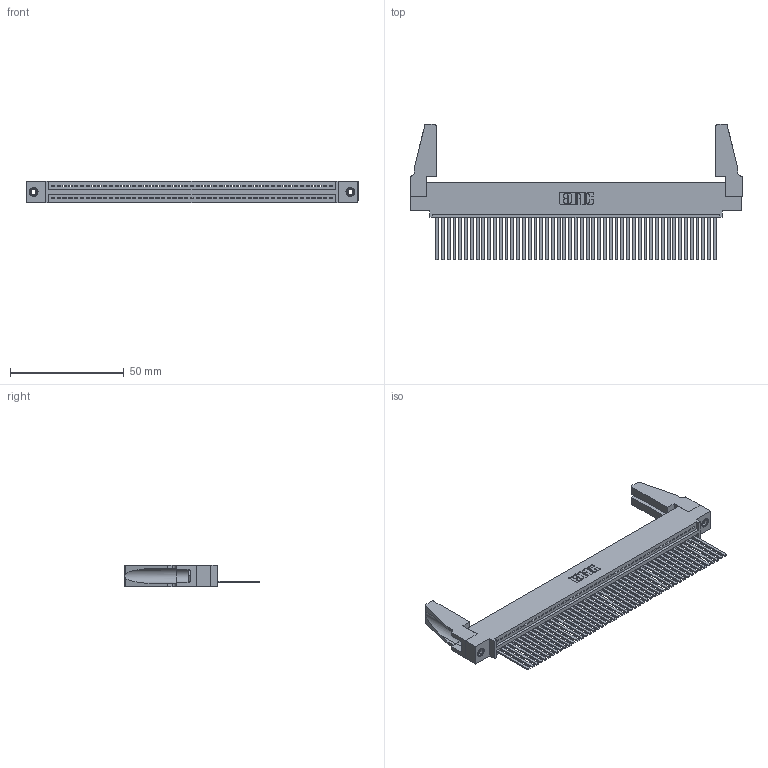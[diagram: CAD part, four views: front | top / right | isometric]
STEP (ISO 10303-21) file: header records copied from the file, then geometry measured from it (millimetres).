
FILE_DESCRIPTION (( 'STEP AP203' ), '1' );
FILE_NAME ('395-049-544-488.STEP', '2019-10-23T04:54:10', ( '' ), ( '' ), 'SwSTEP 2.0', 'SolidWorks 2016', '' );
FILE_SCHEMA (( 'CONFIG_CONTROL_DESIGN' ));
Length unit declared in the file: inch
Products named in the file (5): 345-292-001_345-293-144; 395-049-544-488; 345-220-078_345-220-088; 345 Part_0.110 Offset - 0.156 Dia-TH; 345-250-001_345-250-001-102
Assembly tree (54 placements, depth 2):
  395-049-544-488
    345 Part_0.110 Offset - 0.156 Dia-TH
    345-292-001_345-293-144  x49
    345-250-001_345-250-001-102  x2
    345-220-078_345-220-088  x2
Bounding box: 145.69 x 59.61 x 9.4 mm (x, y, z)
Volume: 17642.2 mm3; surface area: 24132.5 mm2
Topology: 54 solids, 54 shells, 2802 faces, 8409 edges, 5530 vertices
Faces by surface type: plane 1920, cylinder 866, cone 12, torus 4
Entity records: 38032 total; most frequent: CARTESIAN_POINT 6577, ORIENTED_EDGE 6520, DIRECTION 5738, EDGE_CURVE 3260, LINE 2894, VECTOR 2894, VERTEX_POINT 2166, AXIS2_PLACEMENT_3D 1422
